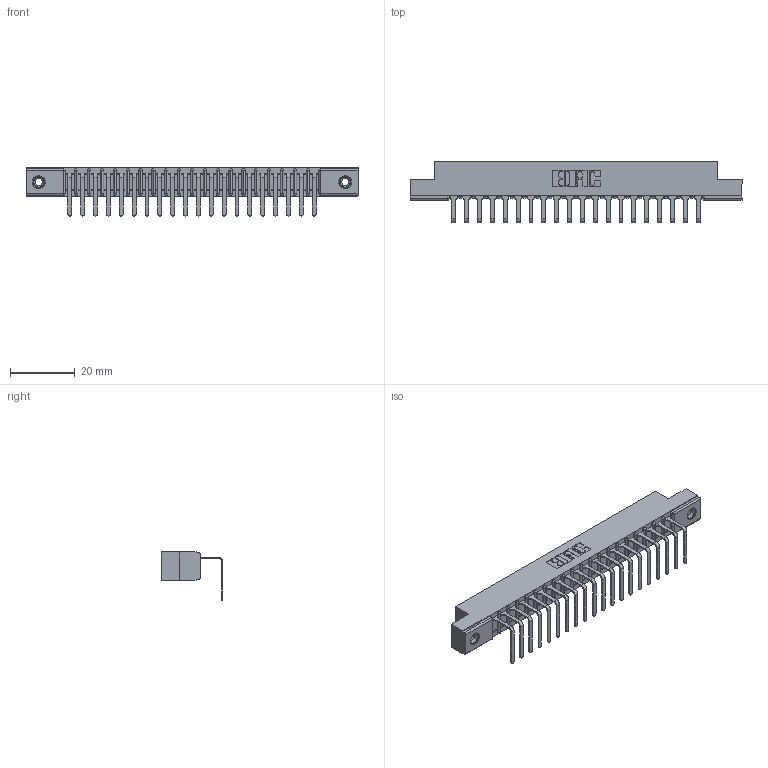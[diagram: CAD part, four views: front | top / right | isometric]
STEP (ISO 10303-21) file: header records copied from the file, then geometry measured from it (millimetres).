
FILE_DESCRIPTION (( 'STEP AP203' ), '1' );
FILE_NAME ('307-020-558-108.STEP', '2019-09-04T13:15:33', ( '' ), ( '' ), 'SwSTEP 2.0', 'SolidWorks 2016', '' );
FILE_SCHEMA (( 'CONFIG_CONTROL_DESIGN' ));
Length unit declared in the file: inch
Products named in the file (4): 345-250-001_345-250-003-102; 307 Part_.156 Dia Mounting Holes; 307-290-001_558 - 2 (Single); 307-020-558-108
Assembly tree (23 placements, depth 2):
  307-020-558-108
    307 Part_.156 Dia Mounting Holes
    307-290-001_558 - 2 (Single)  x20
    345-250-001_345-250-003-102  x2
Bounding box: 102.26 x 18.96 x 14.81 mm (x, y, z)
Volume: 6545.5 mm3; surface area: 10647 mm2
Topology: 23 solids, 23 shells, 1399 faces, 3939 edges, 2534 vertices
Faces by surface type: plane 882, cylinder 459, sphere 42, cone 12, torus 4
Entity records: 21147 total; most frequent: CARTESIAN_POINT 3535, ORIENTED_EDGE 3514, DIRECTION 3461, EDGE_CURVE 1757, VECTOR 1337, LINE 1337, VERTEX_POINT 1136, AXIS2_PLACEMENT_3D 1062
